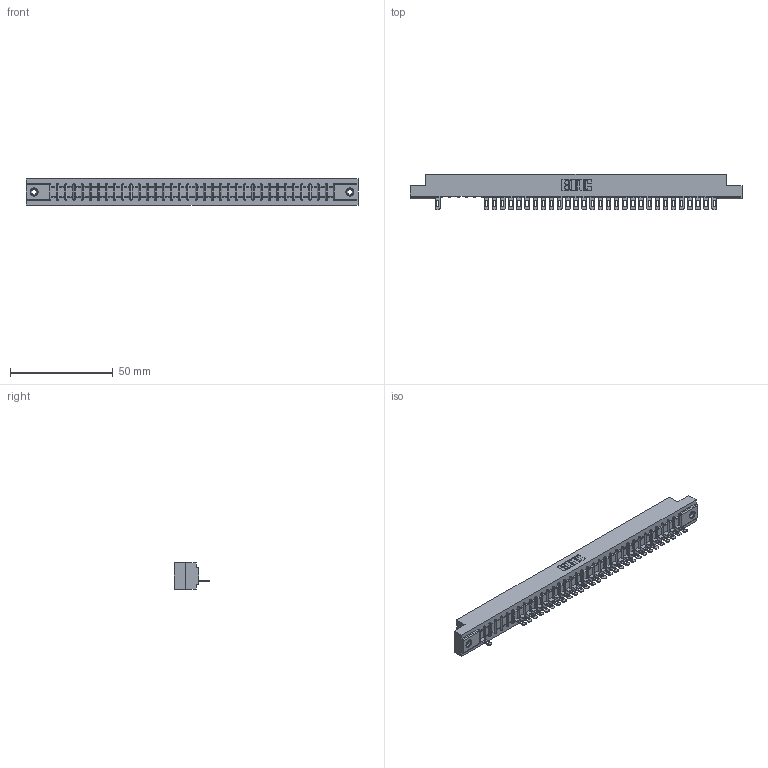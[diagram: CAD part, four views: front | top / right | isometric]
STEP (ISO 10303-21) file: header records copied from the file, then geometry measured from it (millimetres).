
FILE_DESCRIPTION (( 'STEP AP203' ), '1' );
FILE_NAME ('357-035-501-108.STEP', '2018-08-10T04:22:57', ( '' ), ( '' ), 'SwSTEP 2.0', 'SolidWorks 2016', '' );
FILE_SCHEMA (( 'CONFIG_CONTROL_DESIGN' ));
Length unit declared in the file: inch
Products named in the file (4): 307 Part_.156 Dia Mounting Holes; 307-290-002_501; 345-250-001_345-250-003-102; 357-035-501-108
Assembly tree (33 placements, depth 2):
  357-035-501-108
    307 Part_.156 Dia Mounting Holes
    307-290-002_501  x30
    345-250-001_345-250-003-102  x2
Bounding box: 161.7 x 17.42 x 12.7 mm (x, y, z)
Volume: 17126.3 mm3; surface area: 20676.1 mm2
Topology: 33 solids, 33 shells, 2594 faces, 7919 edges, 5174 vertices
Faces by surface type: plane 1482, cylinder 1024, sphere 72, cone 12, torus 4
Entity records: 32687 total; most frequent: CARTESIAN_POINT 5514, ORIENTED_EDGE 5502, DIRECTION 5369, EDGE_CURVE 2751, VECTOR 2099, LINE 2099, VERTEX_POINT 1780, AXIS2_PLACEMENT_3D 1635
